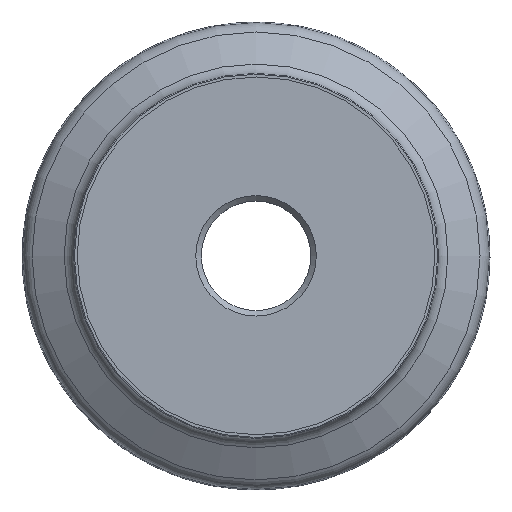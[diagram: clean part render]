
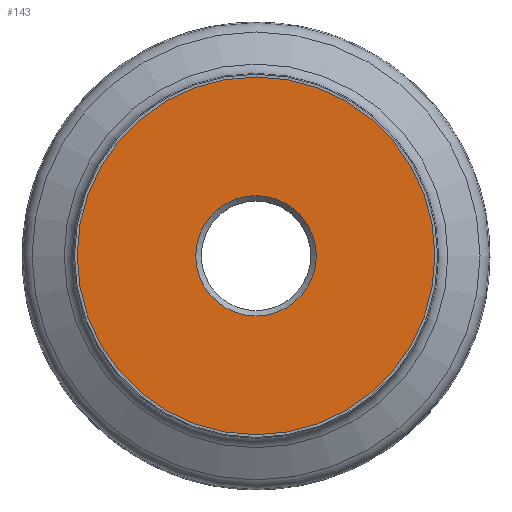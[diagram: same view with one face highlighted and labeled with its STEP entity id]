
A CAD part, top view. The second image highlights one B-rep face of the part: STEP entity #143.
In plain terms, the highlighted planar face has unit normal (0, 0, 1).
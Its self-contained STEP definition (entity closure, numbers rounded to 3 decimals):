
#123=PLANE('',#812);
#143=ADVANCED_FACE('CLONE_TP_FACE',(#191,#192),#123,.T.);
#191=FACE_BOUND('',#240,.T.);
#192=FACE_BOUND('',#241,.T.);
#240=EDGE_LOOP('',(#288));
#241=EDGE_LOOP('',(#289));
#288=ORIENTED_EDGE('',*,*,#345,.F.);
#289=ORIENTED_EDGE('',*,*,#340,.T.);
#315=VERTEX_POINT('',#1142);
#320=VERTEX_POINT('',#1156);
#340=EDGE_CURVE('',#315,#315,#364,.T.);
#345=EDGE_CURVE('',#320,#320,#369,.T.);
#364=CIRCLE('',#802,98.);
#369=CIRCLE('',#811,33.008);
#802=AXIS2_PLACEMENT_3D('',#1141,#966,#967);
#811=AXIS2_PLACEMENT_3D('',#1155,#984,#985);
#812=AXIS2_PLACEMENT_3D('',#1157,#986,#987);
#966=DIRECTION('',(0.,0.,1.));
#967=DIRECTION('',(1.,0.,0.));
#984=DIRECTION('',(0.,0.,1.));
#985=DIRECTION('',(1.,0.,0.));
#986=DIRECTION('',(0.,0.,1.));
#987=DIRECTION('',(1.,0.,0.));
#1141=CARTESIAN_POINT('',(0.,0.,0.));
#1142=CARTESIAN_POINT('',(98.,0.,0.));
#1155=CARTESIAN_POINT('',(0.,0.,0.));
#1156=CARTESIAN_POINT('',(33.008,0.,0.));
#1157=CARTESIAN_POINT('',(99.,0.,0.));
